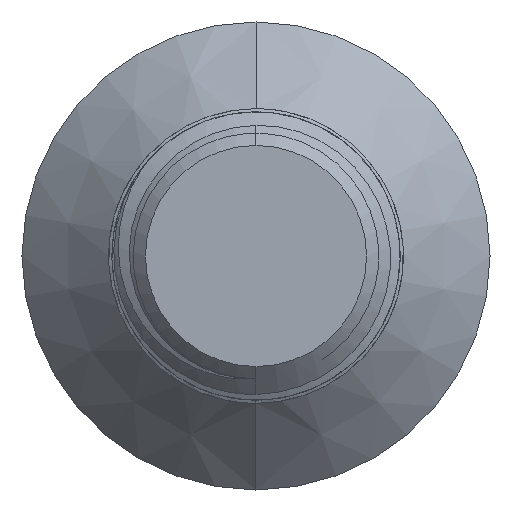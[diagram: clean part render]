
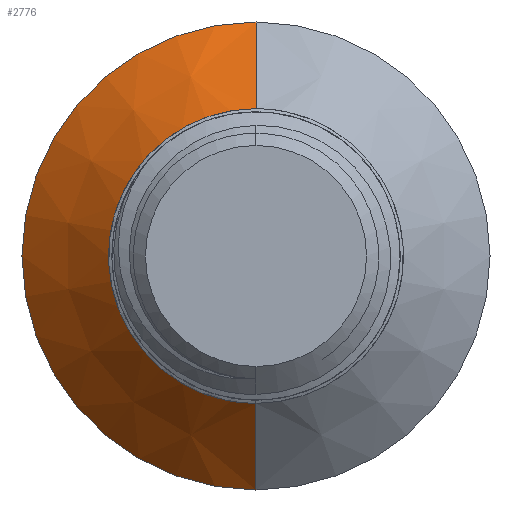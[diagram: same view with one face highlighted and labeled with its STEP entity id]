
A CAD part, left-side view. The second image highlights one B-rep face of the part: STEP entity #2776.
In plain terms, the highlighted conical face has half-angle 45 degrees and reference radius 9.525 mm.
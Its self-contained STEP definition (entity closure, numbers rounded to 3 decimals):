
#268 = CARTESIAN_POINT ( 'NONE',  ( 222., 0., 0. ) ) ;
#345 = VECTOR ( 'NONE', #2711, 1000. ) ;
#396 = AXIS2_PLACEMENT_3D ( 'NONE', #636, #1980, #2255 ) ;
#490 = CIRCLE ( 'NONE', #396, 6. ) ;
#499 = EDGE_CURVE ( 'NONE', #1972, #2235, #1493, .T. ) ;
#536 = FACE_OUTER_BOUND ( 'NONE', #577, .T. ) ;
#577 = EDGE_LOOP ( 'NONE', ( #2143, #2452, #2952, #1263 ) ) ;
#636 = CARTESIAN_POINT ( 'NONE',  ( 218.475, 0., 0. ) ) ;
#651 = LINE ( 'NONE', #665, #1165 ) ;
#665 = CARTESIAN_POINT ( 'NONE',  ( 222., 0., -9.525 ) ) ;
#695 = AXIS2_PLACEMENT_3D ( 'NONE', #268, #992, #2531 ) ;
#748 = CARTESIAN_POINT ( 'NONE',  ( 218.475, 0., -6. ) ) ;
#765 = CARTESIAN_POINT ( 'NONE',  ( 222., 0., -9.525 ) ) ;
#872 = EDGE_CURVE ( 'NONE', #1638, #2235, #880, .T. ) ;
#880 = CIRCLE ( 'NONE', #2687, 9.525 ) ;
#886 = CONICAL_SURFACE ( 'NONE', #695, 9.525, 0.785 ) ;
#992 = DIRECTION ( 'NONE',  ( 1., 0., 0. ) ) ;
#1165 = VECTOR ( 'NONE', #2474, 1000. ) ;
#1173 = CARTESIAN_POINT ( 'NONE',  ( 222., 0., 0. ) ) ;
#1231 = EDGE_CURVE ( 'NONE', #1972, #2335, #490, .T. ) ;
#1247 = EDGE_CURVE ( 'NONE', #2335, #1638, #651, .T. ) ;
#1263 = ORIENTED_EDGE ( 'NONE', *, *, #1247, .F. ) ;
#1341 = CARTESIAN_POINT ( 'NONE',  ( 218.475, 0., 6. ) ) ;
#1493 = LINE ( 'NONE', #1682, #345 ) ;
#1638 = VERTEX_POINT ( 'NONE', #765 ) ;
#1682 = CARTESIAN_POINT ( 'NONE',  ( 222., 0., 9.525 ) ) ;
#1972 = VERTEX_POINT ( 'NONE', #1341 ) ;
#1980 = DIRECTION ( 'NONE',  ( -1., 0., 0. ) ) ;
#2107 = DIRECTION ( 'NONE',  ( 1., 0., 0. ) ) ;
#2143 = ORIENTED_EDGE ( 'NONE', *, *, #1231, .F. ) ;
#2235 = VERTEX_POINT ( 'NONE', #2592 ) ;
#2255 = DIRECTION ( 'NONE',  ( 0., 0., -1. ) ) ;
#2298 = DIRECTION ( 'NONE',  ( 0., 0., -1. ) ) ;
#2335 = VERTEX_POINT ( 'NONE', #748 ) ;
#2452 = ORIENTED_EDGE ( 'NONE', *, *, #499, .T. ) ;
#2474 = DIRECTION ( 'NONE',  ( 0.707, 0., -0.707 ) ) ;
#2531 = DIRECTION ( 'NONE',  ( 0., 0., -1. ) ) ;
#2592 = CARTESIAN_POINT ( 'NONE',  ( 222., 0., 9.525 ) ) ;
#2687 = AXIS2_PLACEMENT_3D ( 'NONE', #1173, #2107, #2298 ) ;
#2711 = DIRECTION ( 'NONE',  ( 0.707, 0., 0.707 ) ) ;
#2776 = ADVANCED_FACE ( 'NONE', ( #536 ), #886, .T. ) ;
#2952 = ORIENTED_EDGE ( 'NONE', *, *, #872, .F. ) ;
